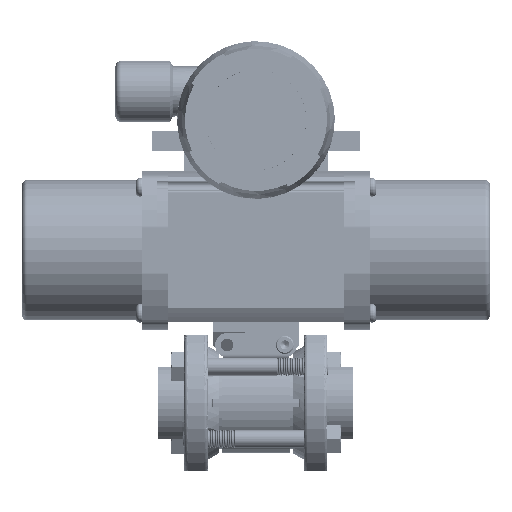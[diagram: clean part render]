
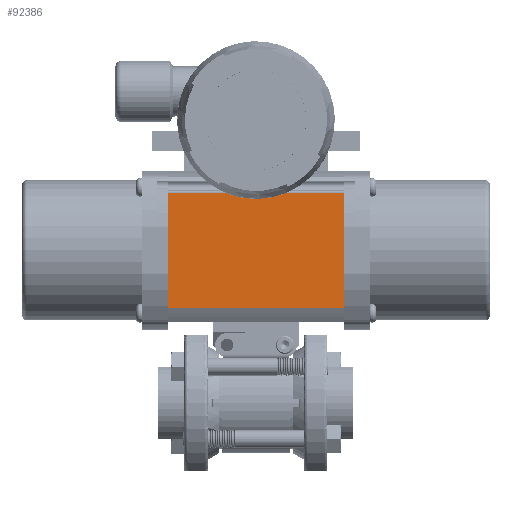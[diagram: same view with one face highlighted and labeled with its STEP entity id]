
A CAD part, top view. The second image highlights one B-rep face of the part: STEP entity #92386.
In plain terms, the highlighted planar face has unit normal (0, 0, 1).
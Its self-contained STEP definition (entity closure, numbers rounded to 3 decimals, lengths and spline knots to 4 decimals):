
#8892 = EDGE_CURVE ( 'NONE', #183236, #145825, #149493, .T. ) ;
#9592 = FACE_OUTER_BOUND ( 'NONE', #90516, .T. ) ;
#12248 = CARTESIAN_POINT ( 'NONE',  ( -5.0403, 3.6544, 1.17 ) ) ;
#18966 = ORIENTED_EDGE ( 'NONE', *, *, #167828, .F. ) ;
#20267 = EDGE_CURVE ( 'NONE', #79186, #49393, #187505, .T. ) ;
#22406 = CARTESIAN_POINT ( 'NONE',  ( 1.5275, 3.6544, 1.17 ) ) ;
#33560 = LINE ( 'NONE', #168594, #72206 ) ;
#35800 = CARTESIAN_POINT ( 'NONE',  ( 1.5275, 1.6529, 1.17 ) ) ;
#49393 = VERTEX_POINT ( 'NONE', #35800 ) ;
#58327 = CARTESIAN_POINT ( 'NONE',  ( -1.5275, 3.6471, 1.17 ) ) ;
#61551 = DIRECTION ( 'NONE',  ( 1., 0., 0. ) ) ;
#62056 = CARTESIAN_POINT ( 'NONE',  ( -5.0403, 1.6529, 1.17 ) ) ;
#62360 = ORIENTED_EDGE ( 'NONE', *, *, #86918, .F. ) ;
#72206 = VECTOR ( 'NONE', #201626, 39.3701 ) ;
#78359 = DIRECTION ( 'NONE',  ( 0., -1., 0. ) ) ;
#78547 = AXIS2_PLACEMENT_3D ( 'NONE', #12248, #177031, #78359 ) ;
#79186 = VERTEX_POINT ( 'NONE', #81975 ) ;
#81975 = CARTESIAN_POINT ( 'NONE',  ( -1.5275, 1.6529, 1.17 ) ) ;
#86918 = EDGE_CURVE ( 'NONE', #79186, #145825, #33560, .T. ) ;
#90516 = EDGE_LOOP ( 'NONE', ( #18966, #183838, #62360, #120183 ) ) ;
#92386 = ADVANCED_FACE ( 'NONE', ( #9592 ), #160402, .F. ) ;
#98996 = CARTESIAN_POINT ( 'NONE',  ( 1.5275, 3.6471, 1.17 ) ) ;
#100512 = VECTOR ( 'NONE', #166870, 39.3701 ) ;
#120183 = ORIENTED_EDGE ( 'NONE', *, *, #20267, .T. ) ;
#120901 = DIRECTION ( 'NONE',  ( 0., -1., 0. ) ) ;
#126056 = LINE ( 'NONE', #22406, #170027 ) ;
#143550 = VECTOR ( 'NONE', #61551, 39.3701 ) ;
#145825 = VERTEX_POINT ( 'NONE', #58327 ) ;
#149493 = LINE ( 'NONE', #168833, #100512 ) ;
#160402 = PLANE ( 'NONE',  #78547 ) ;
#166870 = DIRECTION ( 'NONE',  ( -1., 0., 0. ) ) ;
#167828 = EDGE_CURVE ( 'NONE', #183236, #49393, #126056, .T. ) ;
#168594 = CARTESIAN_POINT ( 'NONE',  ( -1.5275, 3.6544, 1.17 ) ) ;
#168833 = CARTESIAN_POINT ( 'NONE',  ( -5.0403, 3.6471, 1.17 ) ) ;
#170027 = VECTOR ( 'NONE', #120901, 39.3701 ) ;
#177031 = DIRECTION ( 'NONE',  ( 0., 0., -1. ) ) ;
#183236 = VERTEX_POINT ( 'NONE', #98996 ) ;
#183838 = ORIENTED_EDGE ( 'NONE', *, *, #8892, .T. ) ;
#187505 = LINE ( 'NONE', #62056, #143550 ) ;
#201626 = DIRECTION ( 'NONE',  ( 0., 1., 0. ) ) ;
